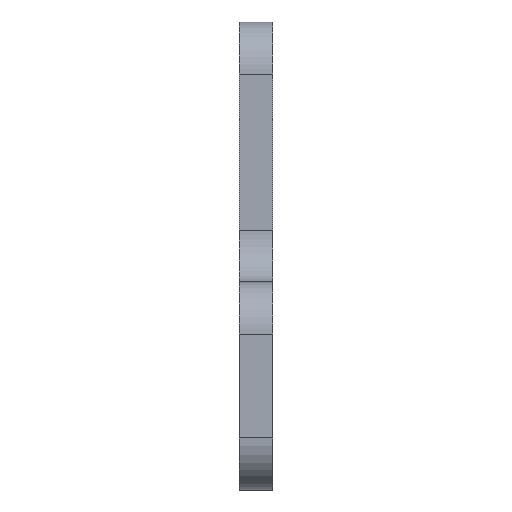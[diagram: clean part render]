
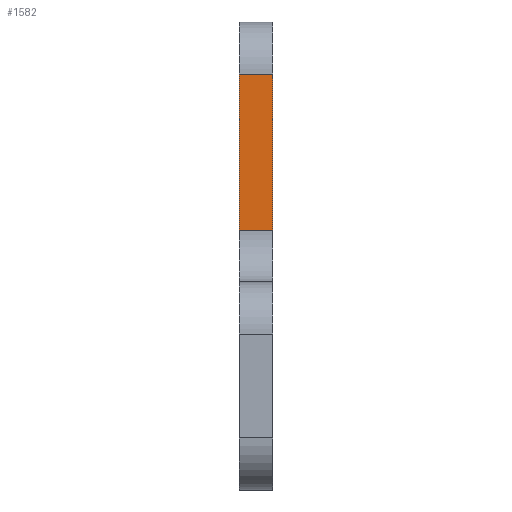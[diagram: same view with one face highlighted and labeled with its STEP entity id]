
A CAD part, front view. The second image highlights one B-rep face of the part: STEP entity #1582.
In plain terms, the highlighted free-form (B-spline) face has degree [1, 1] with [2, 2] control points.
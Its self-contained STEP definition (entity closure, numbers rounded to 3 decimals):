
#976=CARTESIAN_POINT('',(0.0,-24.5,10.0));
#977=VERTEX_POINT('',#976);
#998=CARTESIAN_POINT('',(3.2,-24.5,10.0));
#999=VERTEX_POINT('',#998);
#1013=CARTESIAN_POINT('',(3.2,-24.5,10.0));
#1014=CARTESIAN_POINT('',(0.0,-24.5,10.0));
#1015=QUASI_UNIFORM_CURVE('',1,(#1013,#1014),.UNSPECIFIED.,.F.,.U.);
#1016=EDGE_CURVE('',#999,#977,#1015,.T.);
#1524=CARTESIAN_POINT('',(0.0,-24.5,25.0));
#1525=VERTEX_POINT('',#1524);
#1539=CARTESIAN_POINT('',(3.2,-24.5,25.0));
#1540=VERTEX_POINT('',#1539);
#1541=CARTESIAN_POINT('',(3.2,-24.5,25.0));
#1542=CARTESIAN_POINT('',(0.0,-24.5,25.0));
#1543=QUASI_UNIFORM_CURVE('',1,(#1541,#1542),.UNSPECIFIED.,.F.,.U.);
#1544=EDGE_CURVE('',#1540,#1525,#1543,.T.);
#1563=CARTESIAN_POINT('',(-0.16,-24.5,25.749));
#1564=CARTESIAN_POINT('',(-0.16,-24.5,9.251));
#1565=CARTESIAN_POINT('',(3.36,-24.5,25.749));
#1566=CARTESIAN_POINT('',(3.36,-24.5,9.251));
#1567=B_SPLINE_SURFACE_WITH_KNOTS('',1,1,((#1563,#1565),(#1564,#1566)),.UNSPECIFIED.,.F.,.F.,.U.,(2,2),(2,2),(0.0,16.499),(0.0,3.52),.UNSPECIFIED.);
#1568=CARTESIAN_POINT('',(0.0,-24.5,10.0));
#1569=CARTESIAN_POINT('',(0.0,-24.5,25.0));
#1570=QUASI_UNIFORM_CURVE('',1,(#1568,#1569),.UNSPECIFIED.,.F.,.U.);
#1571=EDGE_CURVE('',#977,#1525,#1570,.T.);
#1572=ORIENTED_EDGE('',*,*,#1571,.F.);
#1573=ORIENTED_EDGE('',*,*,#1016,.F.);
#1574=CARTESIAN_POINT('',(3.2,-24.5,10.0));
#1575=CARTESIAN_POINT('',(3.2,-24.5,25.0));
#1576=QUASI_UNIFORM_CURVE('',1,(#1574,#1575),.UNSPECIFIED.,.F.,.U.);
#1577=EDGE_CURVE('',#999,#1540,#1576,.T.);
#1578=ORIENTED_EDGE('',*,*,#1577,.T.);
#1579=ORIENTED_EDGE('',*,*,#1544,.T.);
#1580=EDGE_LOOP('',(#1572,#1573,#1578,#1579));
#1581=FACE_OUTER_BOUND('',#1580,.T.);
#1582=ADVANCED_FACE('',(#1581),#1567,.T.);
